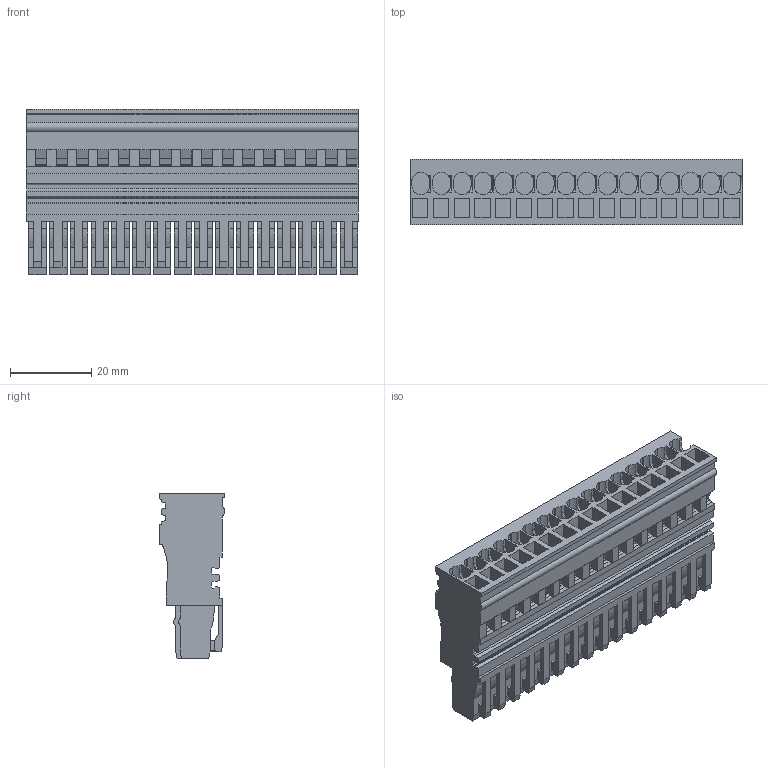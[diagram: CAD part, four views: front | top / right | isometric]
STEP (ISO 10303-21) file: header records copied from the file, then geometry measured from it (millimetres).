
FILE_DESCRIPTION(('CATIA V5R24 STEP','CAx-IF Rec.Pracs.--- Model Styling and Organization---1.2---2011-12-15'),'2;1');
FILE_NAME ('385449_1', '2017-02-02T12:39:30+00:00', ('Weidmueller Interface'), ('Weidmueller'), 'CATIA Version 5-6 Release 2014 SP4 HF52', 'CATIA V5 STEP AP214', 'none');
FILE_SCHEMA(('AUTOMOTIVE_DESIGN { 1 0 10303 214 1 1 1 1 }'));
Length unit declared in the file: millimetre
Products named in the file (1): v5-standard_part
Bounding box: 81.6 x 16.15 x 40.75 mm (x, y, z)
Volume: 29009 mm3; surface area: 24928.3 mm2
Topology: 1 solids, 1 shells, 1579 faces, 4584 edges, 3070 vertices
Faces by surface type: plane 1317, cylinder 262
Entity records: 47728 total; most frequent: ORIENTED_EDGE 9168, CARTESIAN_POINT 9065, DIRECTION 6150, EDGE_CURVE 4584, VECTOR 3924, LINE 3924, VERTEX_POINT 3070, EDGE_LOOP 1674
